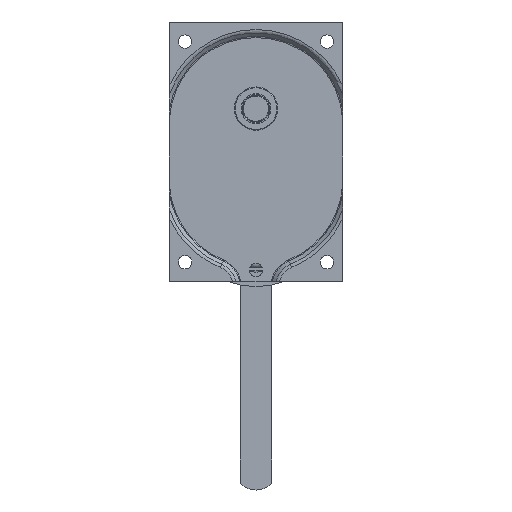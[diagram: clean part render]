
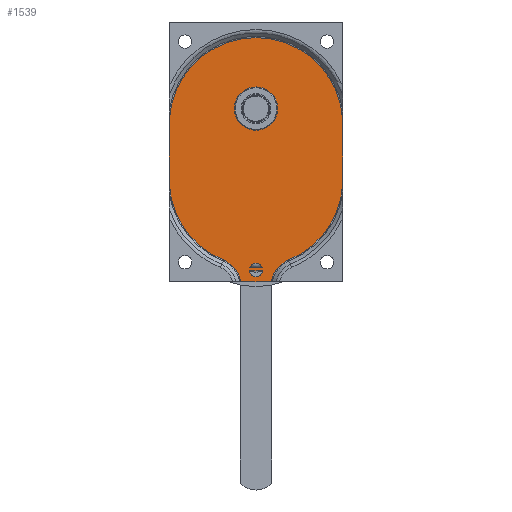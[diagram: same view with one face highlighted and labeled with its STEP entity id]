
A CAD part, left-side view. The second image highlights one B-rep face of the part: STEP entity #1539.
In plain terms, the highlighted face is planar.
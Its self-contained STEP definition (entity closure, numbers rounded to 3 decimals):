
#1539=ADVANCED_FACE('',(#3929,#3930,#3931,#3932),#3933,.T.);
#3929=FACE_OUTER_BOUND('',#7848,.T.);
#3930=FACE_BOUND('',#7849,.T.);
#3931=FACE_BOUND('',#7850,.T.);
#3932=FACE_BOUND('',#7851,.T.);
#3933=PLANE('',#7852);
#7848=EDGE_LOOP('',(#14490,#14491,#14492,#14493,#14494,#14495,#14496,#14497));
#7849=EDGE_LOOP('',(#14498,#14499));
#7850=EDGE_LOOP('',(#14500));
#7851=EDGE_LOOP('',(#14501,#14502));
#7852=AXIS2_PLACEMENT_3D('',#14503,#14504,#14505);
#14490=ORIENTED_EDGE('',*,*,#21967,.T.);
#14491=ORIENTED_EDGE('',*,*,#22425,.T.);
#14492=ORIENTED_EDGE('',*,*,#21781,.F.);
#14493=ORIENTED_EDGE('',*,*,#22426,.T.);
#14494=ORIENTED_EDGE('',*,*,#21861,.F.);
#14495=ORIENTED_EDGE('',*,*,#21748,.T.);
#14496=ORIENTED_EDGE('',*,*,#22427,.T.);
#14497=ORIENTED_EDGE('',*,*,#22428,.F.);
#14498=ORIENTED_EDGE('',*,*,#22429,.F.);
#14499=ORIENTED_EDGE('',*,*,#22430,.F.);
#14500=ORIENTED_EDGE('',*,*,#22431,.F.);
#14501=ORIENTED_EDGE('',*,*,#22432,.F.);
#14502=ORIENTED_EDGE('',*,*,#22012,.T.);
#14503=CARTESIAN_POINT('',(50.604,113.267,7.));
#14504=DIRECTION('',(0.,0.,-1.));
#14505=DIRECTION('',(0.,-1.,0.));
#21748=EDGE_CURVE('',#25272,#25273,#25274,.T.);
#21781=EDGE_CURVE('',#25328,#25330,#25331,.T.);
#21861=EDGE_CURVE('',#25272,#25471,#25472,.T.);
#21967=EDGE_CURVE('',#25648,#25649,#25650,.T.);
#22012=EDGE_CURVE('',#25725,#25723,#25726,.T.);
#22425=EDGE_CURVE('',#25649,#25330,#26414,.T.);
#22426=EDGE_CURVE('',#25328,#25471,#26415,.T.);
#22427=EDGE_CURVE('',#25273,#26416,#26417,.T.);
#22428=EDGE_CURVE('',#25648,#26416,#26418,.T.);
#22429=EDGE_CURVE('',#26419,#26420,#26421,.T.);
#22430=EDGE_CURVE('',#26420,#26419,#26422,.T.);
#22431=EDGE_CURVE('',#26423,#26423,#26424,.T.);
#22432=EDGE_CURVE('',#25725,#25723,#26425,.T.);
#25272=VERTEX_POINT('',#32056);
#25273=VERTEX_POINT('',#32057);
#25274=CIRCLE('',#32058,110.172);
#25328=VERTEX_POINT('',#32591);
#25330=VERTEX_POINT('',#32659);
#25331=LINE('',#32660,#32661);
#25471=VERTEX_POINT('',#33987);
#25472=LINE('',#33988,#33989);
#25648=VERTEX_POINT('',#35732);
#25649=VERTEX_POINT('',#35733);
#25650=CIRCLE('',#35734,36.828);
#25723=VERTEX_POINT('',#36165);
#25725=VERTEX_POINT('',#36168);
#25726=CIRCLE('',#36169,80.);
#26414=CIRCLE('',#41157,110.172);
#26415=CIRCLE('',#41158,110.172);
#26416=VERTEX_POINT('',#41159);
#26417=CIRCLE('',#41160,36.828);
#26418=LINE('',#41161,#41162);
#26419=VERTEX_POINT('',#41163);
#26420=VERTEX_POINT('',#41164);
#26421=CIRCLE('',#41165,8.5);
#26422=CIRCLE('',#41166,84.);
#26423=VERTEX_POINT('',#41167);
#26424=CIRCLE('',#41168,27.5);
#26425=CIRCLE('',#41169,8.5);
#32056=CARTESIAN_POINT('',(220.,123.854,7.));
#32057=CARTESIAN_POINT('',(151.576,27.974,7.));
#32058=AXIS2_PLACEMENT_3D('',#59198,#59199,#59200);
#32591=CARTESIAN_POINT('',(0.,206.146,7.));
#32659=CARTESIAN_POINT('',(0.,123.854,7.));
#32660=CARTESIAN_POINT('',(0.,0.,7.));
#32661=VECTOR('',#59230,1.);
#33987=CARTESIAN_POINT('',(220.,206.146,7.));
#33988=CARTESIAN_POINT('',(220.,0.,7.));
#33989=VECTOR('',#59297,1.);
#35732=CARTESIAN_POINT('',(90.84,0.,7.));
#35733=CARTESIAN_POINT('',(68.424,27.974,7.));
#35734=AXIS2_PLACEMENT_3D('',#59399,#59400,#59401);
#36165=CARTESIAN_POINT('',(117.799,18.381,7.));
#36168=CARTESIAN_POINT('',(102.201,18.381,7.));
#36169=AXIS2_PLACEMENT_3D('',#59455,#59456,#59457);
#41157=AXIS2_PLACEMENT_3D('',#59915,#59916,#59917);
#41158=AXIS2_PLACEMENT_3D('',#59918,#59919,#59920);
#41159=CARTESIAN_POINT('',(129.16,0.,7.));
#41160=AXIS2_PLACEMENT_3D('',#59921,#59922,#59923);
#41161=CARTESIAN_POINT('',(0.,0.,7.));
#41162=VECTOR('',#59924,1.);
#41163=CARTESIAN_POINT('',(118.481,14.429,7.));
#41164=CARTESIAN_POINT('',(101.519,14.429,7.));
#41165=AXIS2_PLACEMENT_3D('',#59925,#59926,#59927);
#41166=AXIS2_PLACEMENT_3D('',#59928,#59929,#59930);
#41167=CARTESIAN_POINT('',(82.5,220.,7.));
#41168=AXIS2_PLACEMENT_3D('',#59931,#59932,#59933);
#41169=AXIS2_PLACEMENT_3D('',#59934,#59935,#59936);
#59198=CARTESIAN_POINT('',(110.,130.,7.));
#59199=DIRECTION('',(0.,0.,-1.));
#59200=DIRECTION('',(-1.,0.,0.));
#59230=DIRECTION('',(0.,-1.,0.));
#59297=DIRECTION('',(0.,1.,0.));
#59399=CARTESIAN_POINT('',(54.526,-6.131,7.));
#59400=DIRECTION('',(0.,0.,1.));
#59401=DIRECTION('',(1.,0.,0.));
#59455=CARTESIAN_POINT('',(110.,98.,7.));
#59456=DIRECTION('',(0.,0.,1.));
#59457=DIRECTION('',(0.,-1.,0.));
#59915=CARTESIAN_POINT('',(110.,130.,7.));
#59916=DIRECTION('',(0.,0.,-1.));
#59917=DIRECTION('',(-1.,0.,0.));
#59918=CARTESIAN_POINT('',(110.,200.,7.));
#59919=DIRECTION('',(0.,0.,-1.));
#59920=DIRECTION('',(-1.,0.,0.));
#59921=CARTESIAN_POINT('',(165.474,-6.131,7.));
#59922=DIRECTION('',(0.,0.,1.));
#59923=DIRECTION('',(1.,0.,0.));
#59924=DIRECTION('',(1.,0.,0.));
#59925=CARTESIAN_POINT('',(110.,15.,7.));
#59926=DIRECTION('',(0.,0.,-1.));
#59927=DIRECTION('',(-1.,0.,0.));
#59928=CARTESIAN_POINT('',(110.,98.,7.));
#59929=DIRECTION('',(0.,0.,1.));
#59930=DIRECTION('',(0.,-1.,0.));
#59931=CARTESIAN_POINT('',(110.,220.,7.));
#59932=DIRECTION('',(0.,0.,-1.));
#59933=DIRECTION('',(-1.,0.,0.));
#59934=CARTESIAN_POINT('',(110.,15.,7.));
#59935=DIRECTION('',(0.,0.,-1.));
#59936=DIRECTION('',(-1.,0.,0.));
